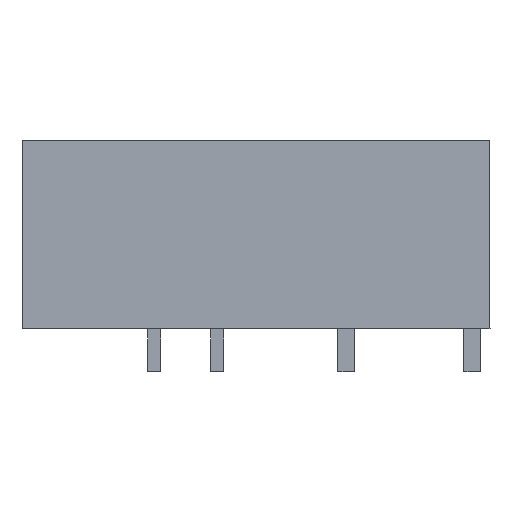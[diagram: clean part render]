
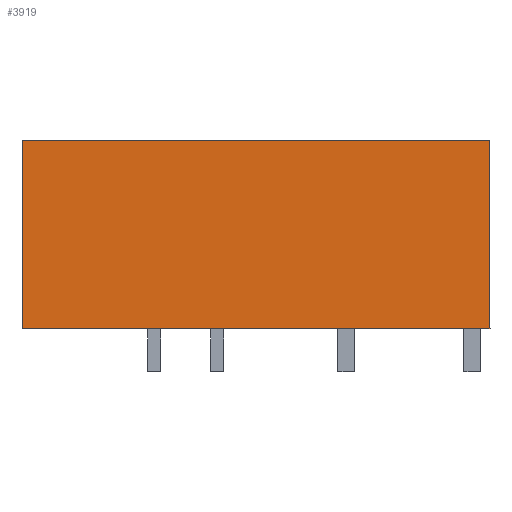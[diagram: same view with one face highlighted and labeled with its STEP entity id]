
A CAD part, left-side view. The second image highlights one B-rep face of the part: STEP entity #3919.
In plain terms, the highlighted planar face has unit normal (-1, 0, 0).
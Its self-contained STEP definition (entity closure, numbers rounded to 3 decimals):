
#3906=AXIS2_PLACEMENT_3D('Plane Axis2P3D',#3903,#3904,#3905) ;
#1452=CARTESIAN_POINT('Vertex',(0.,0.,14.)) ;
#1455=CARTESIAN_POINT('Line Origine',(0.,0.,8.3)) ;
#1459=CARTESIAN_POINT('Vertex',(0.,0.,2.6)) ;
#1488=CARTESIAN_POINT('Line Origine',(0.,14.15,2.6)) ;
#1492=CARTESIAN_POINT('Vertex',(0.,28.3,2.6)) ;
#3346=CARTESIAN_POINT('Line Origine',(0.,28.3,8.3)) ;
#3350=CARTESIAN_POINT('Vertex',(0.,28.3,14.)) ;
#3903=CARTESIAN_POINT('Axis2P3D Location',(0.,0.,17.5)) ;
#3908=CARTESIAN_POINT('Line Origine',(0.,14.15,14.)) ;
#1456=DIRECTION('Vector Direction',(0.,0.,-1.)) ;
#1489=DIRECTION('Vector Direction',(0.,-1.,0.)) ;
#3347=DIRECTION('Vector Direction',(0.,0.,1.)) ;
#3904=DIRECTION('Axis2P3D Direction',(-1.,0.,0.)) ;
#3905=DIRECTION('Axis2P3D XDirection',(0.,1.,0.)) ;
#3909=DIRECTION('Vector Direction',(0.,-1.,0.)) ;
#1457=VECTOR('Line Direction',#1456,1.) ;
#1490=VECTOR('Line Direction',#1489,1.) ;
#3348=VECTOR('Line Direction',#3347,1.) ;
#3910=VECTOR('Line Direction',#3909,1.) ;
#3914=ORIENTED_EDGE('',*,*,#3912,.F.) ;
#3915=ORIENTED_EDGE('',*,*,#3352,.F.) ;
#3916=ORIENTED_EDGE('',*,*,#1494,.T.) ;
#3917=ORIENTED_EDGE('',*,*,#1461,.T.) ;
#3919=ADVANCED_FACE('model',(#3918),#3907,.T.) ;
#1461=EDGE_CURVE('',#1460,#1453,#1458,.F.) ;
#1494=EDGE_CURVE('',#1493,#1460,#1491,.T.) ;
#3352=EDGE_CURVE('',#1493,#3351,#3349,.T.) ;
#3912=EDGE_CURVE('',#3351,#1453,#3911,.T.) ;
#3913=EDGE_LOOP('',(#3914,#3915,#3916,#3917)) ;
#3918=FACE_OUTER_BOUND('',#3913,.T.) ;
#1458=LINE('Line',#1455,#1457) ;
#1491=LINE('Line',#1488,#1490) ;
#3349=LINE('Line',#3346,#3348) ;
#3911=LINE('Line',#3908,#3910) ;
#3907=PLANE('',#3906) ;
#1453=VERTEX_POINT('',#1452) ;
#1460=VERTEX_POINT('',#1459) ;
#1493=VERTEX_POINT('',#1492) ;
#3351=VERTEX_POINT('',#3350) ;
